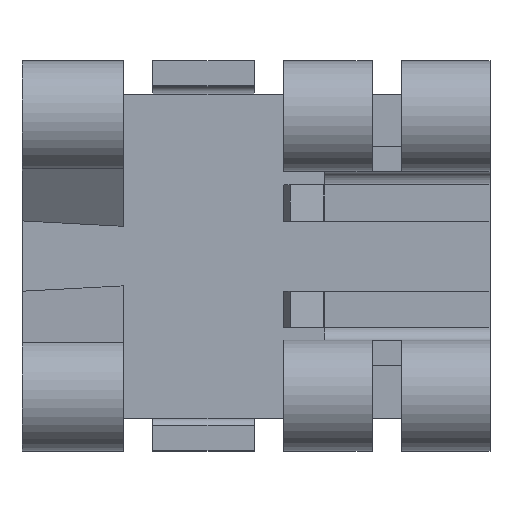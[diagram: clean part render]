
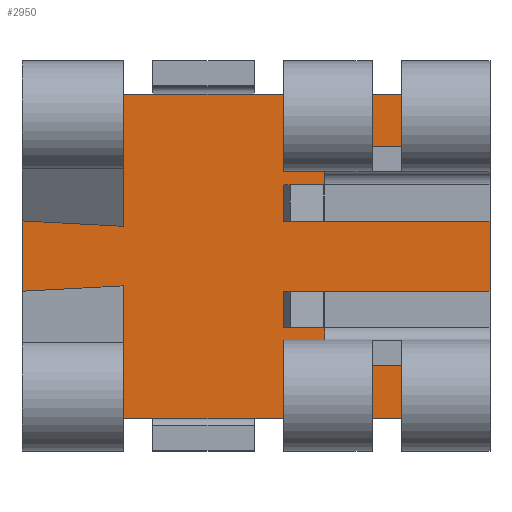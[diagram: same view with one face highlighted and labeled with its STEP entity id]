
A CAD part, top view. The second image highlights one B-rep face of the part: STEP entity #2950.
In plain terms, the highlighted planar face has unit normal (0, 0, 1).
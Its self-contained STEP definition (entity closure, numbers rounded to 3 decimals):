
#920=CARTESIAN_POINT('',(7.62,5.285,0.81));
#921=VERTEX_POINT('',#920);
#929=CARTESIAN_POINT('',(7.62,-5.285,0.81));
#930=VERTEX_POINT('',#929);
#931=CARTESIAN_POINT('',(7.62,-5.285,0.81));
#932=DIRECTION('',(0.0,1.0,0.0));
#933=VECTOR('',#932,10.57);
#934=LINE('',#931,#933);
#935=EDGE_CURVE('',#930,#921,#934,.T.);
#1207=CARTESIAN_POINT('',(0.9,-5.285,0.81));
#1208=VERTEX_POINT('',#1207);
#1364=CARTESIAN_POINT('',(4.74,5.285,0.81));
#1365=VERTEX_POINT('',#1364);
#1471=CARTESIAN_POINT('',(3.78,-5.285,0.81));
#1472=VERTEX_POINT('',#1471);
#1693=CARTESIAN_POINT('',(-7.62,-5.285,0.81));
#1694=VERTEX_POINT('',#1693);
#1702=CARTESIAN_POINT('',(-7.62,5.285,0.81));
#1703=VERTEX_POINT('',#1702);
#1704=CARTESIAN_POINT('',(-7.62,5.285,0.81));
#1705=DIRECTION('',(0.0,-1.0,0.0));
#1706=VECTOR('',#1705,10.57);
#1707=LINE('',#1704,#1706);
#1708=EDGE_CURVE('',#1703,#1694,#1707,.T.);
#1842=CARTESIAN_POINT('',(-4.32,5.285,0.81));
#1843=VERTEX_POINT('',#1842);
#1978=CARTESIAN_POINT('',(-4.32,-5.285,0.81));
#1979=VERTEX_POINT('',#1978);
#2163=CARTESIAN_POINT('',(3.78,5.285,0.81));
#2164=VERTEX_POINT('',#2163);
#2225=CARTESIAN_POINT('',(0.9,5.285,0.81));
#2226=VERTEX_POINT('',#2225);
#2472=CARTESIAN_POINT('',(4.74,-5.285,0.81));
#2473=VERTEX_POINT('',#2472);
#2531=CARTESIAN_POINT('',(3.78,5.285,0.81));
#2532=DIRECTION('',(1.0,0.0,0.0));
#2533=VECTOR('',#2532,0.96);
#2534=LINE('',#2531,#2533);
#2535=EDGE_CURVE('',#2164,#1365,#2534,.T.);
#2553=CARTESIAN_POINT('',(-0.06,-5.285,0.81));
#2554=VERTEX_POINT('',#2553);
#2555=CARTESIAN_POINT('',(0.9,-5.285,0.81));
#2556=DIRECTION('',(-1.0,0.0,0.0));
#2557=VECTOR('',#2556,0.96);
#2558=LINE('',#2555,#2557);
#2559=EDGE_CURVE('',#1208,#2554,#2558,.T.);
#2584=CARTESIAN_POINT('',(-3.36,5.285,0.81));
#2585=VERTEX_POINT('',#2584);
#2586=CARTESIAN_POINT('',(-4.32,5.285,0.81));
#2587=DIRECTION('',(1.0,0.0,0.0));
#2588=VECTOR('',#2587,0.96);
#2589=LINE('',#2586,#2588);
#2590=EDGE_CURVE('',#1843,#2585,#2589,.T.);
#2615=CARTESIAN_POINT('',(-0.06,5.285,0.81));
#2616=VERTEX_POINT('',#2615);
#2617=CARTESIAN_POINT('',(-0.06,5.285,0.81));
#2618=DIRECTION('',(1.0,0.0,0.0));
#2619=VECTOR('',#2618,0.96);
#2620=LINE('',#2617,#2619);
#2621=EDGE_CURVE('',#2616,#2226,#2620,.T.);
#2646=CARTESIAN_POINT('',(4.74,-5.285,0.81));
#2647=DIRECTION('',(-1.0,0.0,0.0));
#2648=VECTOR('',#2647,0.96);
#2649=LINE('',#2646,#2648);
#2650=EDGE_CURVE('',#2473,#1472,#2649,.T.);
#2668=CARTESIAN_POINT('',(-3.36,-5.285,0.81));
#2669=VERTEX_POINT('',#2668);
#2670=CARTESIAN_POINT('',(-3.36,-5.285,0.81));
#2671=DIRECTION('',(-1.0,0.0,0.0));
#2672=VECTOR('',#2671,0.96);
#2673=LINE('',#2670,#2672);
#2674=EDGE_CURVE('',#2669,#1979,#2673,.T.);
#2865=CARTESIAN_POINT('',(-4.32,5.285,0.81));
#2866=DIRECTION('',(-1.0,0.0,0.0));
#2867=VECTOR('',#2866,3.3);
#2868=LINE('',#2865,#2867);
#2869=EDGE_CURVE('',#1843,#1703,#2868,.T.);
#2892=CARTESIAN_POINT('',(0.0,0.,0.81));
#2893=DIRECTION('',(0.0,0.0,1.0));
#2894=DIRECTION('',(1.0,0.0,0.0));
#2895=AXIS2_PLACEMENT_3D('',#2892,#2893,#2894);
#2896=PLANE('',#2895);
#2897=ORIENTED_EDGE('',*,*,#2590,.F.);
#2898=ORIENTED_EDGE('',*,*,#2869,.T.);
#2899=ORIENTED_EDGE('',*,*,#1708,.T.);
#2900=CARTESIAN_POINT('',(-7.62,-5.285,0.81));
#2901=DIRECTION('',(1.0,0.0,0.0));
#2902=VECTOR('',#2901,3.3);
#2903=LINE('',#2900,#2902);
#2904=EDGE_CURVE('',#1694,#1979,#2903,.T.);
#2905=ORIENTED_EDGE('',*,*,#2904,.T.);
#2906=ORIENTED_EDGE('',*,*,#2674,.F.);
#2907=CARTESIAN_POINT('',(-3.36,-5.285,0.81));
#2908=DIRECTION('',(1.0,0.0,0.0));
#2909=VECTOR('',#2908,3.3);
#2910=LINE('',#2907,#2909);
#2911=EDGE_CURVE('',#2669,#2554,#2910,.T.);
#2912=ORIENTED_EDGE('',*,*,#2911,.T.);
#2913=ORIENTED_EDGE('',*,*,#2559,.F.);
#2914=CARTESIAN_POINT('',(0.9,-5.285,0.81));
#2915=DIRECTION('',(1.0,0.0,0.0));
#2916=VECTOR('',#2915,2.88);
#2917=LINE('',#2914,#2916);
#2918=EDGE_CURVE('',#1208,#1472,#2917,.T.);
#2919=ORIENTED_EDGE('',*,*,#2918,.T.);
#2920=ORIENTED_EDGE('',*,*,#2650,.F.);
#2921=CARTESIAN_POINT('',(4.74,-5.285,0.81));
#2922=DIRECTION('',(1.0,0.0,0.0));
#2923=VECTOR('',#2922,2.88);
#2924=LINE('',#2921,#2923);
#2925=EDGE_CURVE('',#2473,#930,#2924,.T.);
#2926=ORIENTED_EDGE('',*,*,#2925,.T.);
#2927=ORIENTED_EDGE('',*,*,#935,.T.);
#2928=CARTESIAN_POINT('',(7.62,5.285,0.81));
#2929=DIRECTION('',(-1.0,0.0,0.0));
#2930=VECTOR('',#2929,2.88);
#2931=LINE('',#2928,#2930);
#2932=EDGE_CURVE('',#921,#1365,#2931,.T.);
#2933=ORIENTED_EDGE('',*,*,#2932,.T.);
#2934=ORIENTED_EDGE('',*,*,#2535,.F.);
#2935=CARTESIAN_POINT('',(3.78,5.285,0.81));
#2936=DIRECTION('',(-1.0,0.0,0.0));
#2937=VECTOR('',#2936,2.88);
#2938=LINE('',#2935,#2937);
#2939=EDGE_CURVE('',#2164,#2226,#2938,.T.);
#2940=ORIENTED_EDGE('',*,*,#2939,.T.);
#2941=ORIENTED_EDGE('',*,*,#2621,.F.);
#2942=CARTESIAN_POINT('',(-0.06,5.285,0.81));
#2943=DIRECTION('',(-1.0,0.0,0.0));
#2944=VECTOR('',#2943,3.3);
#2945=LINE('',#2942,#2944);
#2946=EDGE_CURVE('',#2616,#2585,#2945,.T.);
#2947=ORIENTED_EDGE('',*,*,#2946,.T.);
#2948=EDGE_LOOP('',(#2897,#2898,#2899,#2905,#2906,#2912,#2913,#2919,#2920,#2926,#2927,#2933,#2934,#2940,#2941,#2947));
#2949=FACE_OUTER_BOUND('',#2948,.T.);
#2950=ADVANCED_FACE('',(#2949),#2896,.T.);
